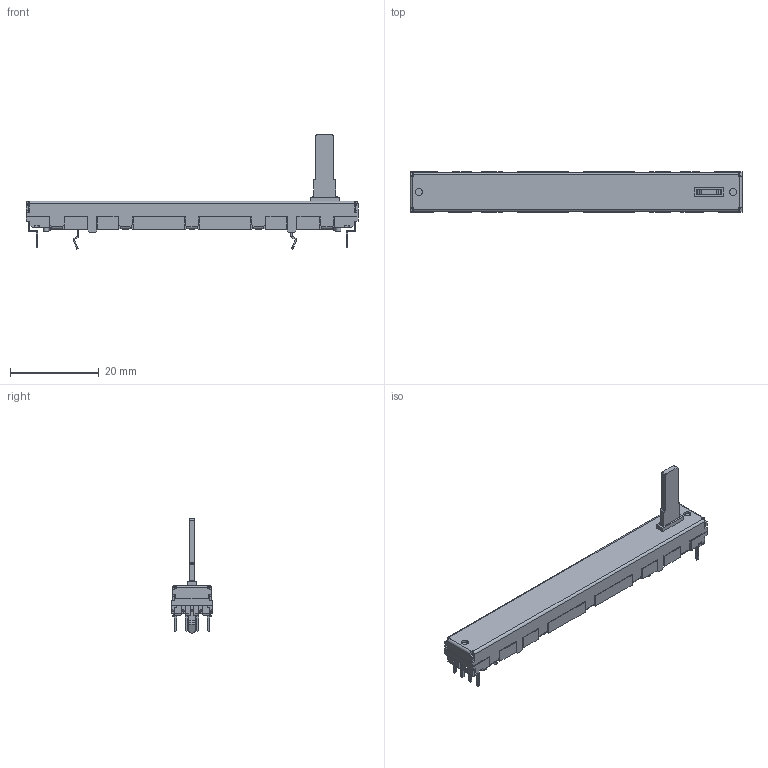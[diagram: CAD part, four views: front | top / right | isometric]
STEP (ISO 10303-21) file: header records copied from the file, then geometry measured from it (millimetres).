
FILE_DESCRIPTION (( 'STEP AP214' ), '1' );
FILE_NAME ('RS6011_P.STEP', '2012-02-16T05:26:07', ( '' ), ( '' ), 'SwSTEP 2.0', 'SolidWorks 2010', '' );
FILE_SCHEMA (( 'AUTOMOTIVE_DESIGN' ));
Length unit declared in the file: millimetre
Products named in the file (1): RS6011_P
Bounding box: 75 x 9.2 x 25.8 mm (x, y, z)
Volume: 4042.5 mm3; surface area: 3087.2 mm2
Topology: 1 solids, 1 shells, 929 faces, 2461 edges, 1526 vertices
Faces by surface type: plane 770, cylinder 132, bspline 27
Entity records: 38492 total; most frequent: CARTESIAN_POINT 5640, ORIENTED_EDGE 4922, DIRECTION 4403, EDGE_CURVE 2461, VECTOR 2085, LINE 2085, VERTEX_POINT 1526, AXIS2_PLACEMENT_3D 1159
